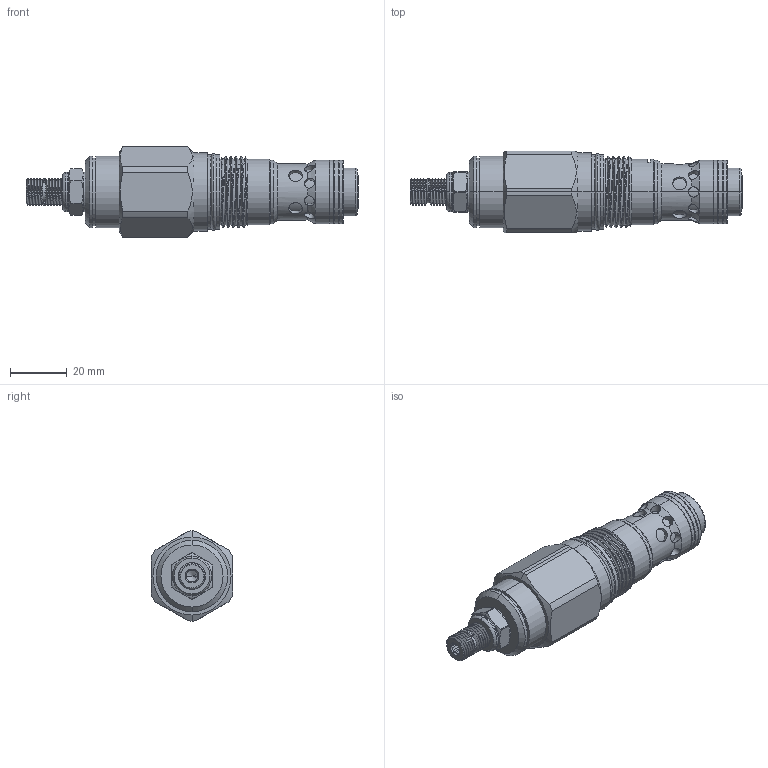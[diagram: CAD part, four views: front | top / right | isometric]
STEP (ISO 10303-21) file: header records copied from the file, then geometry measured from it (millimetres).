
FILE_DESCRIPTION (( 'STEP AP203' ), '1' );
FILE_NAME ('CR3A20-L.STEP', '2020-04-15T02:21:23', ( '' ), ( '' ), 'SwSTEP 2.0', 'SolidWorks 2018', '' );
FILE_SCHEMA (( 'CONFIG_CONTROL_DESIGN' ));
Length unit declared in the file: millimetre
Products named in the file (1): CR3A20-L
Bounding box: 116.5 x 28.57 x 31.6 mm (x, y, z)
Volume: 48366.5 mm3; surface area: 11492 mm2
Topology: 3 solids, 3 shells, 286 faces, 699 edges, 443 vertices
Faces by surface type: cylinder 161, plane 57, cone 34, torus 28, bspline 6
Entity records: 13878 total; most frequent: CARTESIAN_POINT 7438, ORIENTED_EDGE 1394, DIRECTION 1274, EDGE_CURVE 697, AXIS2_PLACEMENT_3D 529, VERTEX_POINT 443, EDGE_LOOP 314, FACE_OUTER_BOUND 286
